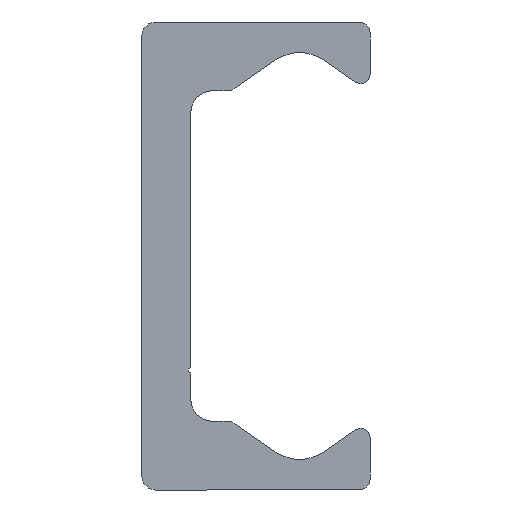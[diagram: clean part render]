
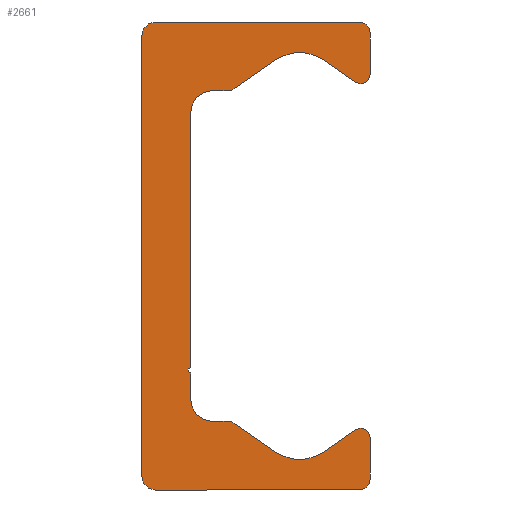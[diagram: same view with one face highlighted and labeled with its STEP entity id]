
A CAD part, left-side view. The second image highlights one B-rep face of the part: STEP entity #2661.
In plain terms, the highlighted planar face has unit normal (-1, 0, 0).
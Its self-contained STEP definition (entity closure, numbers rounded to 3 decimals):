
#1620=CARTESIAN_POINT('',(0.0,9.25,-21.5));
#1621=VERTEX_POINT('',#1620);
#1628=CARTESIAN_POINT('',(0.0,10.5,-20.25));
#1629=VERTEX_POINT('',#1628);
#1630=CARTESIAN_POINT('',(0.0,9.25,-20.25));
#1631=DIRECTION('',(1.0,0.0,0.0));
#1632=DIRECTION('',(0.0,0.0,-1.0));
#1633=AXIS2_PLACEMENT_3D('',#1630,#1631,#1632);
#1634=CIRCLE('',#1633,1.25);
#1635=EDGE_CURVE('',#1621,#1629,#1634,.T.);
#1659=CARTESIAN_POINT('',(0.0,-9.5,-21.5));
#1660=VERTEX_POINT('',#1659);
#1667=CARTESIAN_POINT('',(0.0,-9.5,-21.5));
#1668=DIRECTION('',(0.0,1.0,0.0));
#1669=VECTOR('',#1668,18.75);
#1670=LINE('',#1667,#1669);
#1671=EDGE_CURVE('',#1660,#1621,#1670,.T.);
#1691=CARTESIAN_POINT('',(0.0,-10.5,-20.5));
#1692=VERTEX_POINT('',#1691);
#1699=CARTESIAN_POINT('',(0.0,-9.5,-20.5));
#1700=DIRECTION('',(1.0,0.0,0.0));
#1701=DIRECTION('',(0.0,-1.0,0.0));
#1702=AXIS2_PLACEMENT_3D('',#1699,#1700,#1701);
#1703=CIRCLE('',#1702,1.0);
#1704=EDGE_CURVE('',#1692,#1660,#1703,.T.);
#1723=CARTESIAN_POINT('',(0.0,-10.5,-16.65));
#1724=VERTEX_POINT('',#1723);
#1731=CARTESIAN_POINT('',(0.0,-10.5,-16.65));
#1732=DIRECTION('',(0.0,0.0,-1.0));
#1733=VECTOR('',#1732,3.85);
#1734=LINE('',#1731,#1733);
#1735=EDGE_CURVE('',#1724,#1692,#1734,.T.);
#1755=CARTESIAN_POINT('',(0.0,-9.162,-15.954));
#1756=VERTEX_POINT('',#1755);
#1763=CARTESIAN_POINT('',(0.0,-9.65,-16.65));
#1764=DIRECTION('',(1.0,0.0,0.0));
#1765=DIRECTION('',(0.0,0.574,0.819));
#1766=AXIS2_PLACEMENT_3D('',#1763,#1764,#1765);
#1767=CIRCLE('',#1766,0.85);
#1768=EDGE_CURVE('',#1756,#1724,#1767,.T.);
#1787=CARTESIAN_POINT('',(0.0,-6.294,-17.962));
#1788=VERTEX_POINT('',#1787);
#1795=CARTESIAN_POINT('',(0.0,-6.294,-17.962));
#1796=DIRECTION('',(0.0,-0.819,0.574));
#1797=VECTOR('',#1796,3.501);
#1798=LINE('',#1795,#1797);
#1799=EDGE_CURVE('',#1788,#1756,#1798,.T.);
#1819=CARTESIAN_POINT('',(0.0,-1.706,-17.962));
#1820=VERTEX_POINT('',#1819);
#1827=CARTESIAN_POINT('',(0.0,-4.,-14.685));
#1828=DIRECTION('',(-1.0,0.0,0.0));
#1829=DIRECTION('',(0.0,0.574,0.819));
#1830=AXIS2_PLACEMENT_3D('',#1827,#1828,#1829);
#1831=CIRCLE('',#1830,4.0);
#1832=EDGE_CURVE('',#1820,#1788,#1831,.T.);
#1851=CARTESIAN_POINT('',(0.0,1.981,-15.381));
#1852=VERTEX_POINT('',#1851);
#1859=CARTESIAN_POINT('',(0.0,1.981,-15.381));
#1860=DIRECTION('',(0.0,-0.819,-0.574));
#1861=VECTOR('',#1860,4.5);
#1862=LINE('',#1859,#1861);
#1863=EDGE_CURVE('',#1852,#1820,#1862,.T.);
#1883=CARTESIAN_POINT('',(0.0,2.554,-15.2));
#1884=VERTEX_POINT('',#1883);
#1891=CARTESIAN_POINT('',(0.0,2.554,-16.2));
#1892=DIRECTION('',(1.0,0.0,0.0));
#1893=DIRECTION('',(0.0,0.0,1.0));
#1894=AXIS2_PLACEMENT_3D('',#1891,#1892,#1893);
#1895=CIRCLE('',#1894,1.);
#1896=EDGE_CURVE('',#1884,#1852,#1895,.T.);
#1915=CARTESIAN_POINT('',(0.0,4.0,-15.2));
#1916=VERTEX_POINT('',#1915);
#1923=CARTESIAN_POINT('',(0.0,4.0,-15.2));
#1924=DIRECTION('',(0.0,-1.0,0.0));
#1925=VECTOR('',#1924,1.446);
#1926=LINE('',#1923,#1925);
#1927=EDGE_CURVE('',#1916,#1884,#1926,.T.);
#1947=CARTESIAN_POINT('',(0.0,6.,-13.2));
#1948=VERTEX_POINT('',#1947);
#1955=CARTESIAN_POINT('',(0.0,4.,-13.2));
#1956=DIRECTION('',(-1.0,0.0,0.0));
#1957=DIRECTION('',(0.0,0.0,1.0));
#1958=AXIS2_PLACEMENT_3D('',#1955,#1956,#1957);
#1959=CIRCLE('',#1958,2.0);
#1960=EDGE_CURVE('',#1948,#1916,#1959,.T.);
#1979=CARTESIAN_POINT('',(0.0,6.,-10.75));
#1980=VERTEX_POINT('',#1979);
#1987=CARTESIAN_POINT('',(0.0,6.,-10.75));
#1988=DIRECTION('',(0.0,0.0,-1.0));
#1989=VECTOR('',#1988,2.45);
#1990=LINE('',#1987,#1989);
#1991=EDGE_CURVE('',#1980,#1948,#1990,.T.);
#2011=CARTESIAN_POINT('',(0.0,6.,-10.25));
#2012=VERTEX_POINT('',#2011);
#2019=CARTESIAN_POINT('',(0.0,6.,-10.5));
#2020=DIRECTION('',(-1.0,0.0,0.0));
#2021=DIRECTION('',(0.0,0.0,1.0));
#2022=AXIS2_PLACEMENT_3D('',#2019,#2020,#2021);
#2023=CIRCLE('',#2022,0.25);
#2024=EDGE_CURVE('',#2012,#1980,#2023,.T.);
#2043=CARTESIAN_POINT('',(0.0,6.,13.2));
#2044=VERTEX_POINT('',#2043);
#2051=CARTESIAN_POINT('',(0.0,6.,13.2));
#2052=DIRECTION('',(0.0,0.0,-1.0));
#2053=VECTOR('',#2052,23.45);
#2054=LINE('',#2051,#2053);
#2055=EDGE_CURVE('',#2044,#2012,#2054,.T.);
#2171=CARTESIAN_POINT('',(0.0,4.0,15.2));
#2172=VERTEX_POINT('',#2171);
#2179=CARTESIAN_POINT('',(0.0,4.,13.2));
#2180=DIRECTION('',(-1.0,0.0,0.0));
#2181=DIRECTION('',(0.0,-1.0,0.0));
#2182=AXIS2_PLACEMENT_3D('',#2179,#2180,#2181);
#2183=CIRCLE('',#2182,2.0);
#2184=EDGE_CURVE('',#2172,#2044,#2183,.T.);
#2203=CARTESIAN_POINT('',(0.0,2.554,15.2));
#2204=VERTEX_POINT('',#2203);
#2211=CARTESIAN_POINT('',(0.0,2.554,15.2));
#2212=DIRECTION('',(0.0,1.0,0.0));
#2213=VECTOR('',#2212,1.446);
#2214=LINE('',#2211,#2213);
#2215=EDGE_CURVE('',#2204,#2172,#2214,.T.);
#2235=CARTESIAN_POINT('',(0.0,1.981,15.381));
#2236=VERTEX_POINT('',#2235);
#2243=CARTESIAN_POINT('',(0.0,2.554,16.2));
#2244=DIRECTION('',(1.0,0.0,0.0));
#2245=DIRECTION('',(0.0,-0.574,-0.819));
#2246=AXIS2_PLACEMENT_3D('',#2243,#2244,#2245);
#2247=CIRCLE('',#2246,1.);
#2248=EDGE_CURVE('',#2236,#2204,#2247,.T.);
#2267=CARTESIAN_POINT('',(0.0,-1.706,17.962));
#2268=VERTEX_POINT('',#2267);
#2275=CARTESIAN_POINT('',(0.0,-1.706,17.962));
#2276=DIRECTION('',(0.0,0.819,-0.574));
#2277=VECTOR('',#2276,4.5);
#2278=LINE('',#2275,#2277);
#2279=EDGE_CURVE('',#2268,#2236,#2278,.T.);
#2299=CARTESIAN_POINT('',(0.0,-6.294,17.962));
#2300=VERTEX_POINT('',#2299);
#2307=CARTESIAN_POINT('',(0.0,-4.,14.685));
#2308=DIRECTION('',(-1.0,0.0,0.0));
#2309=DIRECTION('',(0.0,-0.574,-0.819));
#2310=AXIS2_PLACEMENT_3D('',#2307,#2308,#2309);
#2311=CIRCLE('',#2310,4.0);
#2312=EDGE_CURVE('',#2300,#2268,#2311,.T.);
#2331=CARTESIAN_POINT('',(0.0,-9.162,15.954));
#2332=VERTEX_POINT('',#2331);
#2339=CARTESIAN_POINT('',(0.0,-9.162,15.954));
#2340=DIRECTION('',(0.0,0.819,0.574));
#2341=VECTOR('',#2340,3.501);
#2342=LINE('',#2339,#2341);
#2343=EDGE_CURVE('',#2332,#2300,#2342,.T.);
#2363=CARTESIAN_POINT('',(0.0,-10.5,16.65));
#2364=VERTEX_POINT('',#2363);
#2371=CARTESIAN_POINT('',(0.0,-9.65,16.65));
#2372=DIRECTION('',(1.0,0.0,0.0));
#2373=DIRECTION('',(0.0,-1.0,0.0));
#2374=AXIS2_PLACEMENT_3D('',#2371,#2372,#2373);
#2375=CIRCLE('',#2374,0.85);
#2376=EDGE_CURVE('',#2364,#2332,#2375,.T.);
#2395=CARTESIAN_POINT('',(0.0,-10.5,20.5));
#2396=VERTEX_POINT('',#2395);
#2403=CARTESIAN_POINT('',(0.0,-10.5,20.5));
#2404=DIRECTION('',(0.0,0.0,-1.0));
#2405=VECTOR('',#2404,3.85);
#2406=LINE('',#2403,#2405);
#2407=EDGE_CURVE('',#2396,#2364,#2406,.T.);
#2427=CARTESIAN_POINT('',(0.0,-9.5,21.5));
#2428=VERTEX_POINT('',#2427);
#2435=CARTESIAN_POINT('',(0.0,-9.5,20.5));
#2436=DIRECTION('',(1.0,0.0,0.0));
#2437=DIRECTION('',(0.0,0.0,1.0));
#2438=AXIS2_PLACEMENT_3D('',#2435,#2436,#2437);
#2439=CIRCLE('',#2438,1.0);
#2440=EDGE_CURVE('',#2428,#2396,#2439,.T.);
#2459=CARTESIAN_POINT('',(0.0,9.25,21.5));
#2460=VERTEX_POINT('',#2459);
#2467=CARTESIAN_POINT('',(0.0,9.25,21.5));
#2468=DIRECTION('',(0.0,-1.0,0.0));
#2469=VECTOR('',#2468,18.75);
#2470=LINE('',#2467,#2469);
#2471=EDGE_CURVE('',#2460,#2428,#2470,.T.);
#2491=CARTESIAN_POINT('',(0.0,10.5,20.25));
#2492=VERTEX_POINT('',#2491);
#2499=CARTESIAN_POINT('',(0.0,9.25,20.25));
#2500=DIRECTION('',(1.0,0.0,0.0));
#2501=DIRECTION('',(0.0,1.0,0.0));
#2502=AXIS2_PLACEMENT_3D('',#2499,#2500,#2501);
#2503=CIRCLE('',#2502,1.25);
#2504=EDGE_CURVE('',#2492,#2460,#2503,.T.);
#2522=CARTESIAN_POINT('',(0.0,10.5,-20.25));
#2523=DIRECTION('',(0.0,0.0,1.0));
#2524=VECTOR('',#2523,40.5);
#2525=LINE('',#2522,#2524);
#2526=EDGE_CURVE('',#1629,#2492,#2525,.T.);
#2628=CARTESIAN_POINT('',(0.0,2.66,-0.019));
#2629=DIRECTION('',(1.0,0.0,0.0));
#2630=DIRECTION('',(0.0,0.0,-1.0));
#2631=AXIS2_PLACEMENT_3D('',#2628,#2629,#2630);
#2632=PLANE('',#2631);
#2633=ORIENTED_EDGE('',*,*,#2526,.F.);
#2634=ORIENTED_EDGE('',*,*,#1635,.F.);
#2635=ORIENTED_EDGE('',*,*,#1671,.F.);
#2636=ORIENTED_EDGE('',*,*,#1704,.F.);
#2637=ORIENTED_EDGE('',*,*,#1735,.F.);
#2638=ORIENTED_EDGE('',*,*,#1768,.F.);
#2639=ORIENTED_EDGE('',*,*,#1799,.F.);
#2640=ORIENTED_EDGE('',*,*,#1832,.F.);
#2641=ORIENTED_EDGE('',*,*,#1863,.F.);
#2642=ORIENTED_EDGE('',*,*,#1896,.F.);
#2643=ORIENTED_EDGE('',*,*,#1927,.F.);
#2644=ORIENTED_EDGE('',*,*,#1960,.F.);
#2645=ORIENTED_EDGE('',*,*,#1991,.F.);
#2646=ORIENTED_EDGE('',*,*,#2024,.F.);
#2647=ORIENTED_EDGE('',*,*,#2055,.F.);
#2648=ORIENTED_EDGE('',*,*,#2184,.F.);
#2649=ORIENTED_EDGE('',*,*,#2215,.F.);
#2650=ORIENTED_EDGE('',*,*,#2248,.F.);
#2651=ORIENTED_EDGE('',*,*,#2279,.F.);
#2652=ORIENTED_EDGE('',*,*,#2312,.F.);
#2653=ORIENTED_EDGE('',*,*,#2343,.F.);
#2654=ORIENTED_EDGE('',*,*,#2376,.F.);
#2655=ORIENTED_EDGE('',*,*,#2407,.F.);
#2656=ORIENTED_EDGE('',*,*,#2440,.F.);
#2657=ORIENTED_EDGE('',*,*,#2471,.F.);
#2658=ORIENTED_EDGE('',*,*,#2504,.F.);
#2659=EDGE_LOOP('',(#2633,#2634,#2635,#2636,#2637,#2638,#2639,#2640,#2641,#2642,#2643,#2644,#2645,#2646,#2647,#2648,#2649,#2650,#2651,#2652,#2653,#2654,#2655,#2656,#2657,#2658));
#2660=FACE_OUTER_BOUND('',#2659,.T.);
#2661=ADVANCED_FACE('',(#2660),#2632,.F.);
